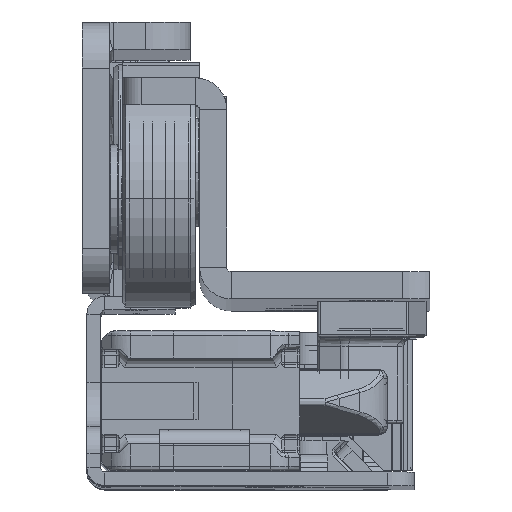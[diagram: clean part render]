
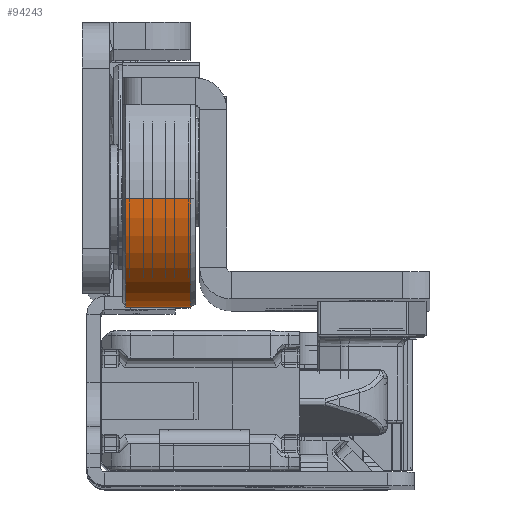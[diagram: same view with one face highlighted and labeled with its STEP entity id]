
A CAD part, top view. The second image highlights one B-rep face of the part: STEP entity #94243.
In plain terms, the highlighted cylindrical face has radius 12 mm (diameter 24 mm), a partial arc.
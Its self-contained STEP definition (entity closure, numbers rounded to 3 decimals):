
#6844 = AXIS2_PLACEMENT_3D ( 'NONE', #49001, #89170, #130704 ) ;
#7454 = CYLINDRICAL_SURFACE ( 'NONE', #6844, 12. ) ;
#14653 = CARTESIAN_POINT ( 'NONE',  ( 0., 0., -12. ) ) ;
#21882 = EDGE_LOOP ( 'NONE', ( #85135, #130834, #74990, #53824 ) ) ;
#21889 = CIRCLE ( 'NONE', #32671, 12. ) ;
#23727 = EDGE_CURVE ( 'NONE', #87577, #117946, #74059, .T. ) ;
#28888 = VECTOR ( 'NONE', #97028, 1000. ) ;
#32671 = AXIS2_PLACEMENT_3D ( 'NONE', #98428, #79357, #77368 ) ;
#42056 = CARTESIAN_POINT ( 'NONE',  ( 0., 0., 12. ) ) ;
#43370 = VERTEX_POINT ( 'NONE', #131544 ) ;
#49001 = CARTESIAN_POINT ( 'NONE',  ( 0., 0., 0. ) ) ;
#53824 = ORIENTED_EDGE ( 'NONE', *, *, #23727, .F. ) ;
#67553 = EDGE_CURVE ( 'NONE', #87577, #88164, #21889, .T. ) ;
#74059 = LINE ( 'NONE', #42056, #134756 ) ;
#74990 = ORIENTED_EDGE ( 'NONE', *, *, #129565, .T. ) ;
#77364 = EDGE_CURVE ( 'NONE', #88164, #43370, #97692, .T. ) ;
#77368 = DIRECTION ( 'NONE',  ( 0., 0., 1. ) ) ;
#78455 = CARTESIAN_POINT ( 'NONE',  ( 7.711, 0., 12. ) ) ;
#79357 = DIRECTION ( 'NONE',  ( -1., 0., 0. ) ) ;
#85135 = ORIENTED_EDGE ( 'NONE', *, *, #67553, .T. ) ;
#87577 = VERTEX_POINT ( 'NONE', #78455 ) ;
#88164 = VERTEX_POINT ( 'NONE', #106587 ) ;
#89170 = DIRECTION ( 'NONE',  ( -1., 0., 0. ) ) ;
#91261 = CARTESIAN_POINT ( 'NONE',  ( 0.5, 0., 12. ) ) ;
#91583 = AXIS2_PLACEMENT_3D ( 'NONE', #118429, #106856, #127984 ) ;
#94243 = ADVANCED_FACE ( 'NONE', ( #100724 ), #7454, .T. ) ;
#97028 = DIRECTION ( 'NONE',  ( -1., 0., 0. ) ) ;
#97692 = LINE ( 'NONE', #14653, #28888 ) ;
#98428 = CARTESIAN_POINT ( 'NONE',  ( 7.711, 0., 0. ) ) ;
#100724 = FACE_OUTER_BOUND ( 'NONE', #21882, .T. ) ;
#106587 = CARTESIAN_POINT ( 'NONE',  ( 7.711, 0., -12. ) ) ;
#106856 = DIRECTION ( 'NONE',  ( 1., 0., 0. ) ) ;
#106861 = CIRCLE ( 'NONE', #91583, 12. ) ;
#117946 = VERTEX_POINT ( 'NONE', #91261 ) ;
#118429 = CARTESIAN_POINT ( 'NONE',  ( 0.5, 0., 0. ) ) ;
#127823 = DIRECTION ( 'NONE',  ( -1., 0., 0. ) ) ;
#127984 = DIRECTION ( 'NONE',  ( 0., 0., -1. ) ) ;
#129565 = EDGE_CURVE ( 'NONE', #43370, #117946, #106861, .T. ) ;
#130704 = DIRECTION ( 'NONE',  ( 0., 0., 1. ) ) ;
#130834 = ORIENTED_EDGE ( 'NONE', *, *, #77364, .T. ) ;
#131544 = CARTESIAN_POINT ( 'NONE',  ( 0.5, 0., -12. ) ) ;
#134756 = VECTOR ( 'NONE', #127823, 1000. ) ;
